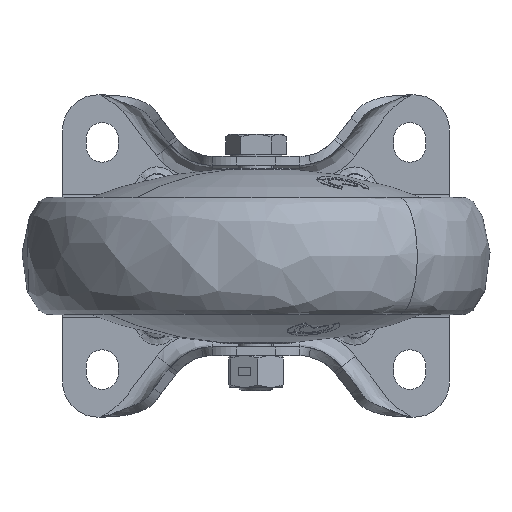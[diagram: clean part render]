
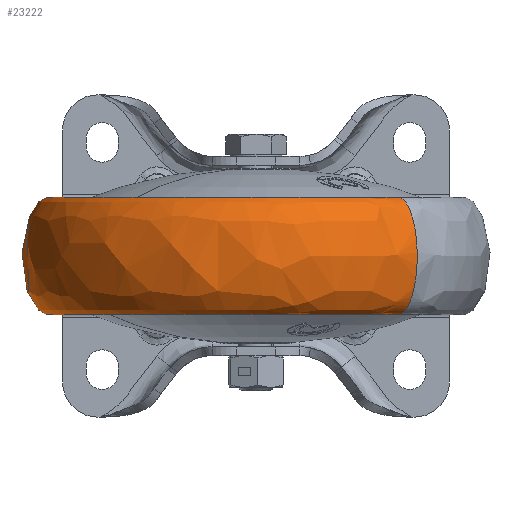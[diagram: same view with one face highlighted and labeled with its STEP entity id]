
A CAD part, front view. The second image highlights one B-rep face of the part: STEP entity #23222.
In plain terms, the highlighted free-form (B-spline) face has degree [3, 3] with [4, 4] control points.
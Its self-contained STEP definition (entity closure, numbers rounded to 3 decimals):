
#890 = CARTESIAN_POINT ( 'NONE',  ( -61.559, -45.033, -20. ) ) ;
#1084 = CARTESIAN_POINT ( 'NONE',  ( -53.859, -258.157, 20. ) ) ;
#1415 = CARTESIAN_POINT ( 'NONE',  ( 48.491, -161.175, -20. ) ) ;
#2517 = CARTESIAN_POINT ( 'NONE',  ( -48.491, -58.825, 20. ) ) ;
#2577 = DIRECTION ( 'NONE',  ( 0.688, -0.726, 0. ) ) ;
#2948 = ORIENTED_EDGE ( 'NONE', *, *, #31913, .F. ) ;
#3618 = ORIENTED_EDGE ( 'NONE', *, *, #28133, .T. ) ;
#3638 = CARTESIAN_POINT ( 'NONE',  ( -150.841, -155.807, 20. ) ) ;
#3819 = CARTESIAN_POINT ( 'NONE',  ( -191.493, -168.152, -20. ) ) ;
#4162 = CARTESIAN_POINT ( 'NONE',  ( -48.491, -58.825, 20. ) ) ;
#4812 = DIRECTION ( 'NONE',  ( 0.688, -0.726, 0. ) ) ;
#5688 = CARTESIAN_POINT ( 'NONE',  ( -48.491, -58.825, 20. ) ) ;
#6149 = EDGE_CURVE ( 'NONE', #24222, #12915, #30148, .T. ) ;
#6648 = VERTEX_POINT ( 'NONE', #29464 ) ;
#8464 = CARTESIAN_POINT ( 'NONE',  ( -61.559, -45.033, -20. ) ) ;
#8819 = FACE_OUTER_BOUND ( 'NONE', #15488, .T. ) ;
#9524 = CARTESIAN_POINT ( 'NONE',  ( -68.375, -298.085, -20. ) ) ;
#10171 = CARTESIAN_POINT ( 'NONE',  ( 0., -110., -20. ) ) ;
#10634 = EDGE_CURVE ( 'NONE', #12915, #28993, #33092, .T. ) ;
#12915 = VERTEX_POINT ( 'NONE', #2517 ) ;
#14151 = CARTESIAN_POINT ( 'NONE',  ( -48.491, -58.825, -20. ) ) ;
#15041 = CARTESIAN_POINT ( 'NONE',  ( -191.493, -168.152, 20. ) ) ;
#15389 = CARTESIAN_POINT ( 'NONE',  ( 61.559, -174.967, 20. ) ) ;
#15488 = EDGE_LOOP ( 'NONE', ( #20978, #2948, #3618, #32404 ) ) ;
#16705 = AXIS2_PLACEMENT_3D ( 'NONE', #27730, #22445, #2577 ) ;
#17075 = CARTESIAN_POINT ( 'NONE',  ( -150.841, -155.807, -20. ) ) ;
#18004 = CARTESIAN_POINT ( 'NONE',  ( -61.559, -45.033, 20. ) ) ;
#18343 = CARTESIAN_POINT ( 'NONE',  ( 61.559, -174.967, -20. ) ) ;
#18351 = CARTESIAN_POINT ( 'NONE',  ( 61.559, -174.967, -20. ) ) ;
#20928 = CARTESIAN_POINT ( 'NONE',  ( 48.491, -161.175, 20. ) ) ;
#20978 = ORIENTED_EDGE ( 'NONE', *, *, #6149, .F. ) ;
#22445 = DIRECTION ( 'NONE',  ( 0., 0., 1. ) ) ;
#22482 = CARTESIAN_POINT ( 'NONE',  ( -48.491, -58.825, -20. ) ) ;
#22974 = CIRCLE ( 'NONE', #24109, 70.5 ) ;
#23222 = ADVANCED_FACE ( 'NONE', ( #8819 ), #33285, .F. ) ;
#24109 = AXIS2_PLACEMENT_3D ( 'NONE', #10171, #30514, #4812 ) ;
#24222 = VERTEX_POINT ( 'NONE', #22482 ) ;
#24553 = CARTESIAN_POINT ( 'NONE',  ( 61.559, -174.967, 20. ) ) ;
#24620 = CARTESIAN_POINT ( 'NONE',  ( -61.559, -45.033, 20. ) ) ;
#27730 = CARTESIAN_POINT ( 'NONE',  ( 0., -110., 20. ) ) ;
#28133 = EDGE_CURVE ( 'NONE', #6648, #28993, #35883, .T. ) ;
#28212 = CARTESIAN_POINT ( 'NONE',  ( -53.859, -258.157, -20. ) ) ;
#28993 = VERTEX_POINT ( 'NONE', #34166 ) ;
#29464 = CARTESIAN_POINT ( 'NONE',  ( 48.491, -161.175, -20. ) ) ;
#30148 =( BOUNDED_CURVE ( )  B_SPLINE_CURVE ( 3, ( #14151, #8464, #24620, #5688 ),
 .UNSPECIFIED., .F., .F. ) 
 B_SPLINE_CURVE_WITH_KNOTS ( ( 4, 4 ),
 ( 0., 1. ),
 .UNSPECIFIED. ) 
 CURVE ( )  GEOMETRIC_REPRESENTATION_ITEM ( )  RATIONAL_B_SPLINE_CURVE ( ( 1., 0.333, 0.333, 1. ) ) 
 REPRESENTATION_ITEM ( '' )  );
#30514 = DIRECTION ( 'NONE',  ( 0., 0., -1. ) ) ;
#31913 = EDGE_CURVE ( 'NONE', #6648, #24222, #22974, .T. ) ;
#32072 = CARTESIAN_POINT ( 'NONE',  ( -68.375, -298.085, 20. ) ) ;
#32404 = ORIENTED_EDGE ( 'NONE', *, *, #10634, .F. ) ;
#33092 = CIRCLE ( 'NONE', #16705, 70.5 ) ;
#33285 =( BOUNDED_SURFACE ( )  B_SPLINE_SURFACE ( 3, 3, ( 
 ( #36295, #17075, #28212, #1415 ),
 ( #890, #3819, #9524, #18343 ),
 ( #18004, #15041, #32072, #15389 ),
 ( #4162, #3638, #1084, #20928 ) ),
 .UNSPECIFIED., .F., .F., .F. ) 
 B_SPLINE_SURFACE_WITH_KNOTS ( ( 4, 4 ),
 ( 4, 4 ),
 ( 0., 1. ),
 ( 0., 1. ),
 .UNSPECIFIED. ) 
 GEOMETRIC_REPRESENTATION_ITEM ( )  RATIONAL_B_SPLINE_SURFACE ( (
 ( 1., 0.333, 0.333, 1.),
 ( 0.333, 0.111, 0.111, 0.333),
 ( 0.333, 0.111, 0.111, 0.333),
 ( 1., 0.333, 0.333, 1.) ) ) 
 REPRESENTATION_ITEM ( '' )  SURFACE ( )  );
#34166 = CARTESIAN_POINT ( 'NONE',  ( 48.491, -161.175, 20. ) ) ;
#35188 = CARTESIAN_POINT ( 'NONE',  ( 48.491, -161.175, 20. ) ) ;
#35703 = CARTESIAN_POINT ( 'NONE',  ( 48.491, -161.175, -20. ) ) ;
#35883 =( BOUNDED_CURVE ( )  B_SPLINE_CURVE ( 3, ( #35703, #18351, #24553, #35188 ),
 .UNSPECIFIED., .F., .F. ) 
 B_SPLINE_CURVE_WITH_KNOTS ( ( 4, 4 ),
 ( 0., 1. ),
 .UNSPECIFIED. ) 
 CURVE ( )  GEOMETRIC_REPRESENTATION_ITEM ( )  RATIONAL_B_SPLINE_CURVE ( ( 1., 0.333, 0.333, 1. ) ) 
 REPRESENTATION_ITEM ( '' )  );
#36295 = CARTESIAN_POINT ( 'NONE',  ( -48.491, -58.825, -20. ) ) ;
